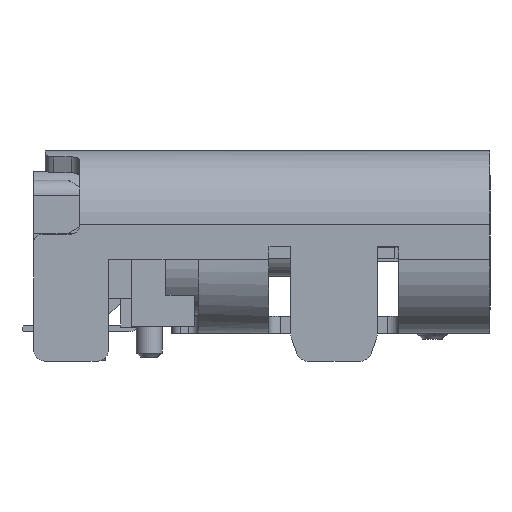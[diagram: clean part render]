
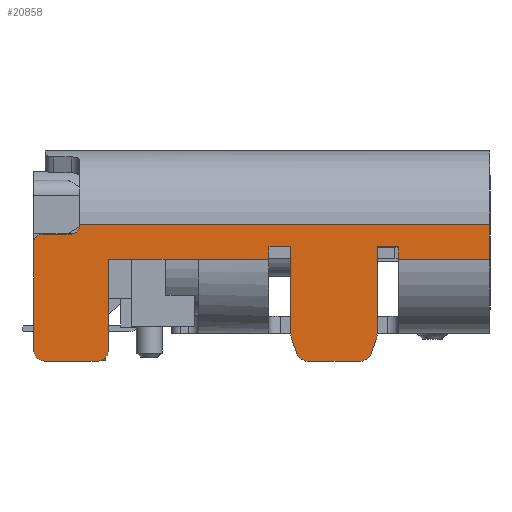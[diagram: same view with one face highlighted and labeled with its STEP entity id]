
A CAD part, left-side view. The second image highlights one B-rep face of the part: STEP entity #20858.
In plain terms, the highlighted planar face has unit normal (-1, 0, 0).
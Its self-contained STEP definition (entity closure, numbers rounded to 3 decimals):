
#550=CIRCLE('',#21845,0.15);
#552=CIRCLE('',#21848,0.15);
#800=CIRCLE('',#22370,0.3);
#802=CIRCLE('',#22374,0.197);
#804=CIRCLE('',#22378,0.197);
#806=CIRCLE('',#22382,0.3);
#809=CIRCLE('',#22392,0.2);
#811=CIRCLE('',#22396,0.2);
#6793=ORIENTED_EDGE('',*,*,#8977,.F.);
#6794=ORIENTED_EDGE('',*,*,#9871,.F.);
#6795=ORIENTED_EDGE('',*,*,#9867,.T.);
#6796=ORIENTED_EDGE('',*,*,#9864,.T.);
#6797=ORIENTED_EDGE('',*,*,#9861,.T.);
#6798=ORIENTED_EDGE('',*,*,#9858,.T.);
#6799=ORIENTED_EDGE('',*,*,#9857,.T.);
#6800=ORIENTED_EDGE('',*,*,#9854,.T.);
#6801=ORIENTED_EDGE('',*,*,#9852,.F.);
#6802=ORIENTED_EDGE('',*,*,#9849,.F.);
#6803=ORIENTED_EDGE('',*,*,#9845,.T.);
#6804=ORIENTED_EDGE('',*,*,#9842,.T.);
#6805=ORIENTED_EDGE('',*,*,#9839,.T.);
#6806=ORIENTED_EDGE('',*,*,#9836,.T.);
#6807=ORIENTED_EDGE('',*,*,#9833,.T.);
#6808=ORIENTED_EDGE('',*,*,#9830,.T.);
#6809=ORIENTED_EDGE('',*,*,#9827,.T.);
#6810=ORIENTED_EDGE('',*,*,#9824,.T.);
#6811=ORIENTED_EDGE('',*,*,#9821,.T.);
#6812=ORIENTED_EDGE('',*,*,#9820,.F.);
#6813=ORIENTED_EDGE('',*,*,#9815,.T.);
#6814=ORIENTED_EDGE('',*,*,#9812,.T.);
#6815=ORIENTED_EDGE('',*,*,#9885,.T.);
#6816=ORIENTED_EDGE('',*,*,#9886,.F.);
#6817=ORIENTED_EDGE('',*,*,#8995,.T.);
#6818=ORIENTED_EDGE('',*,*,#8981,.T.);
#6819=ORIENTED_EDGE('',*,*,#8992,.T.);
#8977=EDGE_CURVE('',#11288,#11289,#550,.F.);
#8981=EDGE_CURVE('',#11292,#11293,#552,.T.);
#8992=EDGE_CURVE('',#11293,#11289,#13848,.T.);
#8995=EDGE_CURVE('',#11301,#11292,#13850,.T.);
#9812=EDGE_CURVE('',#11845,#11846,#14405,.T.);
#9815=EDGE_CURVE('',#11847,#11845,#14406,.T.);
#9820=EDGE_CURVE('',#11847,#11850,#14411,.T.);
#9821=EDGE_CURVE('',#11851,#11850,#14412,.T.);
#9824=EDGE_CURVE('',#11853,#11851,#800,.T.);
#9827=EDGE_CURVE('',#11855,#11853,#14416,.T.);
#9830=EDGE_CURVE('',#11857,#11855,#802,.T.);
#9833=EDGE_CURVE('',#11859,#11857,#14420,.T.);
#9836=EDGE_CURVE('',#11861,#11859,#804,.T.);
#9839=EDGE_CURVE('',#11863,#11861,#14424,.T.);
#9842=EDGE_CURVE('',#11865,#11863,#806,.T.);
#9845=EDGE_CURVE('',#11867,#11865,#14428,.T.);
#9849=EDGE_CURVE('',#11867,#11870,#14432,.T.);
#9852=EDGE_CURVE('',#11870,#11871,#14435,.T.);
#9854=EDGE_CURVE('',#11657,#11871,#14436,.T.);
#9857=EDGE_CURVE('',#11873,#11657,#14439,.T.);
#9858=EDGE_CURVE('',#11874,#11873,#14440,.T.);
#9861=EDGE_CURVE('',#11876,#11874,#809,.T.);
#9864=EDGE_CURVE('',#11878,#11876,#14444,.T.);
#9867=EDGE_CURVE('',#11880,#11878,#811,.T.);
#9871=EDGE_CURVE('',#11880,#11288,#14449,.F.);
#9885=EDGE_CURVE('',#11846,#11885,#14458,.F.);
#9886=EDGE_CURVE('',#11301,#11885,#14459,.F.);
#11288=VERTEX_POINT('',#32085);
#11289=VERTEX_POINT('',#32086);
#11292=VERTEX_POINT('',#32094);
#11293=VERTEX_POINT('',#32095);
#11301=VERTEX_POINT('',#32127);
#11657=VERTEX_POINT('',#33275);
#11845=VERTEX_POINT('',#33880);
#11846=VERTEX_POINT('',#33881);
#11847=VERTEX_POINT('',#33886);
#11850=VERTEX_POINT('',#33893);
#11851=VERTEX_POINT('',#33898);
#11853=VERTEX_POINT('',#33904);
#11855=VERTEX_POINT('',#33910);
#11857=VERTEX_POINT('',#33916);
#11859=VERTEX_POINT('',#33922);
#11861=VERTEX_POINT('',#33928);
#11863=VERTEX_POINT('',#33934);
#11865=VERTEX_POINT('',#33940);
#11867=VERTEX_POINT('',#33946);
#11870=VERTEX_POINT('',#33954);
#11871=VERTEX_POINT('',#33959);
#11873=VERTEX_POINT('',#33966);
#11874=VERTEX_POINT('',#33971);
#11876=VERTEX_POINT('',#33977);
#11878=VERTEX_POINT('',#33983);
#11880=VERTEX_POINT('',#33989);
#11885=VERTEX_POINT('',#34018);
#13848=LINE('',#32121,#16426);
#13850=LINE('',#32126,#16428);
#14405=LINE('',#33879,#16983);
#14406=LINE('',#33885,#16984);
#14411=LINE('',#33895,#16989);
#14412=LINE('',#33897,#16990);
#14416=LINE('',#33909,#16994);
#14420=LINE('',#33921,#16998);
#14424=LINE('',#33933,#17002);
#14428=LINE('',#33945,#17006);
#14432=LINE('',#33953,#17010);
#14435=LINE('',#33958,#17013);
#14436=LINE('',#33962,#17014);
#14439=LINE('',#33968,#17017);
#14440=LINE('',#33970,#17018);
#14444=LINE('',#33982,#17022);
#14449=LINE('',#33995,#17027);
#14458=LINE('',#34019,#17036);
#14459=LINE('',#34021,#17037);
#16426=VECTOR('',#26108,1000.);
#16428=VECTOR('',#26114,1000.);
#16983=VECTOR('',#27687,1000.);
#16984=VECTOR('',#27694,1000.);
#16989=VECTOR('',#27701,1000.);
#16990=VECTOR('',#27704,1000.);
#16994=VECTOR('',#27716,1000.);
#16998=VECTOR('',#27728,1000.);
#17002=VECTOR('',#27740,1000.);
#17006=VECTOR('',#27752,1000.);
#17010=VECTOR('',#27758,1000.);
#17013=VECTOR('',#27763,1000.);
#17014=VECTOR('',#27768,1000.);
#17017=VECTOR('',#27773,1000.);
#17018=VECTOR('',#27776,1000.);
#17022=VECTOR('',#27788,1000.);
#17027=VECTOR('',#27801,1000.);
#17036=VECTOR('',#27832,1000.);
#17037=VECTOR('',#27835,1000.);
#18067=EDGE_LOOP('',(#6793,#6794,#6795,#6796,#6797,#6798,#6799,#6800,#6801,
#6802,#6803,#6804,#6805,#6806,#6807,#6808,#6809,#6810,#6811,#6812,#6813,
#6814,#6815,#6816,#6817,#6818,#6819));
#19099=FACE_BOUND('',#18067,.T.);
#19878=PLANE('',#22410);
#20858=ADVANCED_FACE('',(#19099),#19878,.F.);
#21845=AXIS2_PLACEMENT_3D('',#32084,#26083,#26084);
#21848=AXIS2_PLACEMENT_3D('',#32093,#26091,#26092);
#22370=AXIS2_PLACEMENT_3D('',#33903,#27709,#27710);
#22374=AXIS2_PLACEMENT_3D('',#33915,#27721,#27722);
#22378=AXIS2_PLACEMENT_3D('',#33927,#27733,#27734);
#22382=AXIS2_PLACEMENT_3D('',#33939,#27745,#27746);
#22392=AXIS2_PLACEMENT_3D('',#33976,#27781,#27782);
#22396=AXIS2_PLACEMENT_3D('',#33988,#27793,#27794);
#22410=AXIS2_PLACEMENT_3D('',#34020,#27833,#27834);
#26083=DIRECTION('',(-1.,0.,0.));
#26084=DIRECTION('',(0.,0.,1.));
#26091=DIRECTION('',(1.,0.,0.));
#26092=DIRECTION('',(0.,0.,-1.));
#26108=DIRECTION('',(0.,1.,0.));
#26114=DIRECTION('',(0.,0.,-1.));
#27687=DIRECTION('',(0.,-1.,0.));
#27694=DIRECTION('',(0.,0.,-1.));
#27701=DIRECTION('',(0.,1.,0.));
#27704=DIRECTION('',(0.,0.,1.));
#27709=DIRECTION('',(-1.,0.,0.));
#27710=DIRECTION('',(0.,1.,0.));
#27716=DIRECTION('',(0.,-0.339,0.941));
#27721=DIRECTION('',(-1.,0.,0.));
#27722=DIRECTION('',(0.,1.,0.));
#27728=DIRECTION('',(0.,-1.,0.));
#27733=DIRECTION('',(-1.,0.,0.));
#27734=DIRECTION('',(0.,1.,0.));
#27740=DIRECTION('',(0.,-0.339,-0.941));
#27745=DIRECTION('',(-1.,0.,0.));
#27746=DIRECTION('',(0.,1.,0.));
#27752=DIRECTION('',(0.,0.,-1.));
#27758=DIRECTION('',(0.,1.,0.));
#27763=DIRECTION('',(0.,0.,-1.));
#27768=DIRECTION('',(0.,-1.,0.));
#27773=DIRECTION('',(0.,-1.,0.));
#27776=DIRECTION('',(0.,0.,1.));
#27781=DIRECTION('',(-1.,0.,0.));
#27782=DIRECTION('',(0.,1.,0.));
#27788=DIRECTION('',(0.,-1.,0.));
#27793=DIRECTION('',(-1.,0.,0.));
#27794=DIRECTION('',(0.,1.,0.));
#27801=DIRECTION('',(0.,0.,-1.));
#27832=DIRECTION('',(0.,0.,-1.));
#27833=DIRECTION('',(1.,0.,0.));
#27834=DIRECTION('',(0.,0.,-1.));
#27835=DIRECTION('',(0.,1.,0.));
#32084=CARTESIAN_POINT('',(-4.47,3.8,-0.01));
#32085=CARTESIAN_POINT('',(-4.47,3.95,-0.01));
#32086=CARTESIAN_POINT('',(-4.47,3.8,0.14));
#32093=CARTESIAN_POINT('',(-4.47,3.3,0.29));
#32094=CARTESIAN_POINT('',(-4.47,3.15,0.29));
#32095=CARTESIAN_POINT('',(-4.47,3.3,0.14));
#32121=CARTESIAN_POINT('',(-4.47,3.95,0.14));
#32126=CARTESIAN_POINT('',(-4.47,3.15,0.3));
#32127=CARTESIAN_POINT('',(-4.47,3.15,0.3));
#33275=CARTESIAN_POINT('',(-4.47,1.1,-0.3));
#33879=CARTESIAN_POINT('',(-4.47,3.95,-0.3));
#33880=CARTESIAN_POINT('',(-4.47,-2.375,-0.3));
#33881=CARTESIAN_POINT('',(-4.47,-3.95,-0.3));
#33885=CARTESIAN_POINT('',(-4.47,-2.375,-0.08));
#33886=CARTESIAN_POINT('',(-4.47,-2.375,-0.08));
#33893=CARTESIAN_POINT('',(-4.47,-2.,-0.08));
#33895=CARTESIAN_POINT('',(-4.47,-2.375,-0.08));
#33897=CARTESIAN_POINT('',(-4.47,-2.,-1.578));
#33898=CARTESIAN_POINT('',(-4.47,-2.,-1.578));
#33903=CARTESIAN_POINT('',(-4.47,-1.7,-1.578));
#33904=CARTESIAN_POINT('',(-4.47,-1.982,-1.68));
#33909=CARTESIAN_POINT('',(-4.47,-1.892,-1.93));
#33910=CARTESIAN_POINT('',(-4.47,-1.892,-1.93));
#33915=CARTESIAN_POINT('',(-4.47,-1.707,-1.863));
#33916=CARTESIAN_POINT('',(-4.47,-1.707,-2.06));
#33921=CARTESIAN_POINT('',(-4.47,-0.793,-2.06));
#33922=CARTESIAN_POINT('',(-4.47,-0.793,-2.06));
#33927=CARTESIAN_POINT('',(-4.47,-0.793,-1.863));
#33928=CARTESIAN_POINT('',(-4.47,-0.608,-1.93));
#33933=CARTESIAN_POINT('',(-4.47,-0.518,-1.68));
#33934=CARTESIAN_POINT('',(-4.47,-0.518,-1.68));
#33939=CARTESIAN_POINT('',(-4.47,-0.8,-1.578));
#33940=CARTESIAN_POINT('',(-4.47,-0.5,-1.578));
#33945=CARTESIAN_POINT('',(-4.47,-0.5,-0.08));
#33946=CARTESIAN_POINT('',(-4.47,-0.5,-0.08));
#33953=CARTESIAN_POINT('',(-4.47,-2.375,-0.08));
#33954=CARTESIAN_POINT('',(-4.47,-0.125,-0.08));
#33958=CARTESIAN_POINT('',(-4.47,-0.125,-0.08));
#33959=CARTESIAN_POINT('',(-4.47,-0.125,-0.3));
#33962=CARTESIAN_POINT('',(-4.47,3.95,-0.3));
#33966=CARTESIAN_POINT('',(-4.47,2.65,-0.3));
#33968=CARTESIAN_POINT('',(-4.47,3.95,-0.3));
#33970=CARTESIAN_POINT('',(-4.47,2.65,-1.86));
#33971=CARTESIAN_POINT('',(-4.47,2.65,-1.86));
#33976=CARTESIAN_POINT('',(-4.47,2.85,-1.86));
#33977=CARTESIAN_POINT('',(-4.47,2.85,-2.06));
#33982=CARTESIAN_POINT('',(-4.47,3.75,-2.06));
#33983=CARTESIAN_POINT('',(-4.47,3.75,-2.06));
#33988=CARTESIAN_POINT('',(-4.47,3.75,-1.86));
#33989=CARTESIAN_POINT('',(-4.47,3.95,-1.86));
#33995=CARTESIAN_POINT('',(-4.47,3.95,0.3));
#34018=CARTESIAN_POINT('',(-4.47,-3.95,0.3));
#34019=CARTESIAN_POINT('',(-4.47,-3.95,0.3));
#34020=CARTESIAN_POINT('',(-4.47,3.95,0.3));
#34021=CARTESIAN_POINT('',(-4.47,3.95,0.3));
